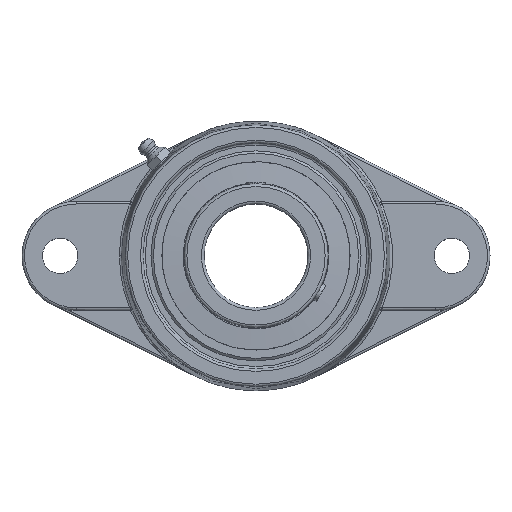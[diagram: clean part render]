
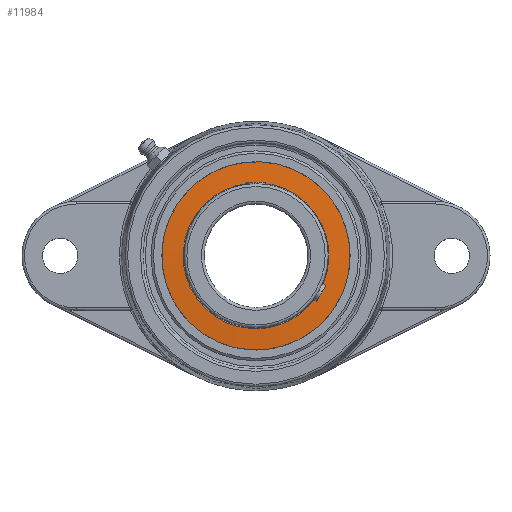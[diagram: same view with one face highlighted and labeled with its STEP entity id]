
A CAD part, top view. The second image highlights one B-rep face of the part: STEP entity #11984.
In plain terms, the highlighted conical face has half-angle 86.103 degrees and reference radius 30.702 mm.
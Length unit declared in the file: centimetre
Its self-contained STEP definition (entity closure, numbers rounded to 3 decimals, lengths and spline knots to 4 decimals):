
#11920=CARTESIAN_POINT('',(1.0884,-3.4608,0.));
#11921=VERTEX_POINT('',#11920);
#11931=CARTESIAN_POINT('',(1.0884,3.4608,0.));
#11932=VERTEX_POINT('',#11931);
#11933=CARTESIAN_POINT('',(1.0884,0.,0.));
#11934=DIRECTION('',(1.,0.,0.));
#11935=DIRECTION('',(-0.,1.,0.));
#11936=AXIS2_PLACEMENT_3D('',#11933,#11934,#11935);
#11937=CIRCLE('',#11936,3.4608);
#11938=EDGE_CURVE('',#11932,#11921,#11937,.T.);
#11940=CARTESIAN_POINT('',(1.0884,0.,0.));
#11941=DIRECTION('',(1.,0.,0.));
#11942=DIRECTION('',(-0.,1.,0.));
#11943=AXIS2_PLACEMENT_3D('',#11940,#11941,#11942);
#11944=CIRCLE('',#11943,3.4608);
#11945=EDGE_CURVE('',#11921,#11932,#11944,.T.);
#11950=CARTESIAN_POINT('',(1.115,0.,0.));
#11951=DIRECTION('',(-1.,0.,0.));
#11952=DIRECTION('',(0.,1.,0.));
#11953=AXIS2_PLACEMENT_3D('',#11950,#11951,#11952);
#11954=CONICAL_SURFACE('',#11953,3.0702,86.103);
#11955=CARTESIAN_POINT('',(1.1416,-2.6797,-0.));
#11956=VERTEX_POINT('',#11955);
#11957=CARTESIAN_POINT('',(1.1416,-2.6797,-0.));
#11958=DIRECTION('',(-0.068,-0.998,-0.));
#11959=VECTOR('',#11958,0.7829);
#11960=LINE('',#11957,#11959);
#11961=EDGE_CURVE('',#11956,#11921,#11960,.T.);
#11962=ORIENTED_EDGE('',*,*,#11961,.T.);
#11963=ORIENTED_EDGE('',*,*,#11945,.T.);
#11964=ORIENTED_EDGE('',*,*,#11938,.T.);
#11965=ORIENTED_EDGE('',*,*,#11961,.F.);
#11966=CARTESIAN_POINT('',(1.1416,2.6797,0.));
#11967=VERTEX_POINT('',#11966);
#11968=CARTESIAN_POINT('',(1.1416,0.,0.));
#11969=DIRECTION('',(1.,0.,0.));
#11970=DIRECTION('',(-0.,1.,0.));
#11971=AXIS2_PLACEMENT_3D('',#11968,#11969,#11970);
#11972=CIRCLE('',#11971,2.6797);
#11973=EDGE_CURVE('',#11967,#11956,#11972,.T.);
#11974=ORIENTED_EDGE('',*,*,#11973,.F.);
#11975=CARTESIAN_POINT('',(1.1416,0.,0.));
#11976=DIRECTION('',(1.,0.,0.));
#11977=DIRECTION('',(-0.,1.,0.));
#11978=AXIS2_PLACEMENT_3D('',#11975,#11976,#11977);
#11979=CIRCLE('',#11978,2.6797);
#11980=EDGE_CURVE('',#11956,#11967,#11979,.T.);
#11981=ORIENTED_EDGE('',*,*,#11980,.F.);
#11982=EDGE_LOOP('',(#11962,#11963,#11964,#11965,#11974,#11981));
#11983=FACE_BOUND('',#11982,.T.);
#11984=ADVANCED_FACE('',(#11983),#11954,.T.);
